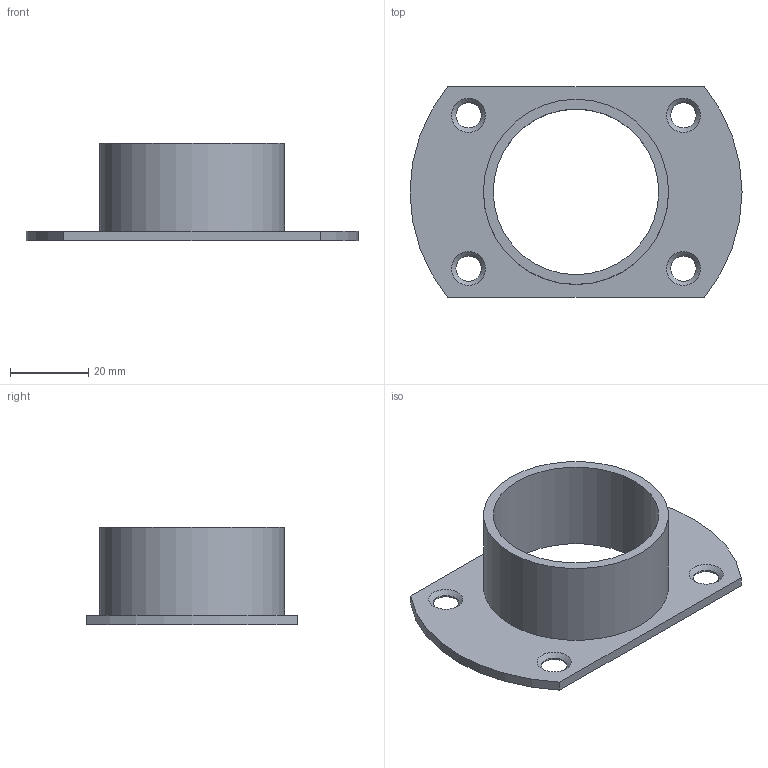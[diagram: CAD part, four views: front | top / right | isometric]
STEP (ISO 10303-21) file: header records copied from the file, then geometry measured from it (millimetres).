
FILE_DESCRIPTION(/* description */ (''),/* implementation_level */ '2;1');
FILE_NAME(/* name */ 'Wandanker_geschlieffen_X249.stp',/* time_stamp */ '2017-06-15T09:58:07+02:00',/* author */ (''),/* organization */ (''),/* preprocessor_version */ 'ST-DEVELOPER v16',/* originating_system */ 'SIEMENS PLM Software NX 11.0',/* authorisation */ '');
FILE_SCHEMA (('AUTOMOTIVE_DESIGN { 1 0 10303 214 3 1 1 1 }'));
Length unit declared in the file: millimetre
Products named in the file (1): Goge1D3CD327kvoy
Bounding box: 85 x 54 x 25 mm (x, y, z)
Volume: 12551.6 mm3; surface area: 12905.3 mm2
Topology: 1 solids, 1 shells, 22 faces, 52 edges, 34 vertices
Faces by surface type: cylinder 10, plane 8, cone 4
Full cylindrical faces by diameter (mm): 6.5 x4, 42.4 x1, 47.4 x1
Entity records: 628 total; most frequent: DIRECTION 110, CARTESIAN_POINT 95, ORIENTED_EDGE 80, AXIS2_PLACEMENT_3D 47, EDGE_LOOP 44, EDGE_CURVE 40, FACE_BOUND 36, VERTEX_POINT 32
